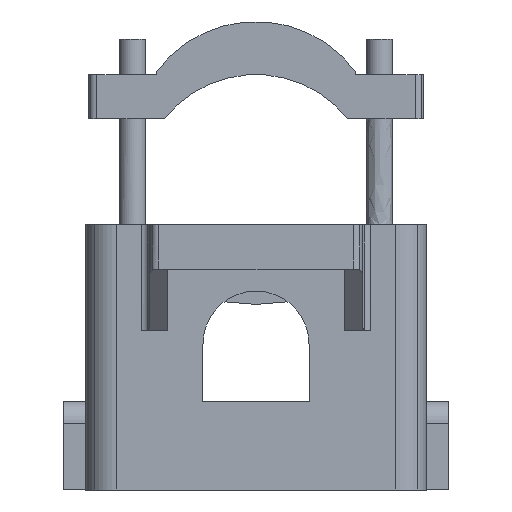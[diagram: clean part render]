
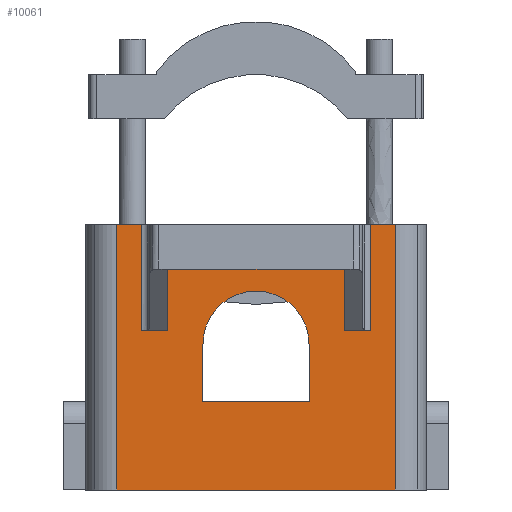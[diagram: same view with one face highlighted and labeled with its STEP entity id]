
A CAD part, left-side view. The second image highlights one B-rep face of the part: STEP entity #10061.
In plain terms, the highlighted free-form (B-spline) face has degree [1, 1] with [2, 2] control points.
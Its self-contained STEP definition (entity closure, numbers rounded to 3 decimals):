
#7592=CARTESIAN_POINT('',(-29.,15.75,0.0));
#7593=VERTEX_POINT('',#7592);
#7601=CARTESIAN_POINT('',(-29.,15.75,30.0));
#7602=VERTEX_POINT('',#7601);
#7603=CARTESIAN_POINT('',(-29.,15.75,0.0));
#7604=DIRECTION('',(0.0,0.0,1.0));
#7605=VECTOR('',#7604,30.0);
#7606=LINE('',#7603,#7605);
#7607=EDGE_CURVE('',#7593,#7602,#7606,.T.);
#9787=CARTESIAN_POINT('',(-29.,-10.0,18.));
#9788=VERTEX_POINT('',#9787);
#9795=CARTESIAN_POINT('',(-29.,-13.,18.));
#9796=VERTEX_POINT('',#9795);
#9797=CARTESIAN_POINT('',(-29.,-10.0,18.));
#9798=DIRECTION('',(0.0,-1.0,0.0));
#9799=VECTOR('',#9798,3.);
#9800=LINE('',#9797,#9799);
#9801=EDGE_CURVE('',#9788,#9796,#9800,.T.);
#9862=CARTESIAN_POINT('',(-29.,13.,18.));
#9863=VERTEX_POINT('',#9862);
#9871=CARTESIAN_POINT('',(-29.,10.0,18.));
#9872=VERTEX_POINT('',#9871);
#9873=CARTESIAN_POINT('',(-29.,10.0,18.));
#9874=DIRECTION('',(0.0,1.0,0.0));
#9875=VECTOR('',#9874,3.);
#9876=LINE('',#9873,#9875);
#9877=EDGE_CURVE('',#9872,#9863,#9876,.T.);
#9920=CARTESIAN_POINT('',(-29.,13.,30.0));
#9921=VERTEX_POINT('',#9920);
#9929=CARTESIAN_POINT('',(-29.,13.,30.0));
#9930=DIRECTION('',(0.0,0.0,-1.0));
#9931=VECTOR('',#9930,12.);
#9932=LINE('',#9929,#9931);
#9933=EDGE_CURVE('',#9921,#9863,#9932,.T.);
#9946=CARTESIAN_POINT('',(-29.,-13.,30.0));
#9947=VERTEX_POINT('',#9946);
#9948=CARTESIAN_POINT('',(-29.,-13.,18.));
#9949=DIRECTION('',(0.0,0.0,1.0));
#9950=VECTOR('',#9949,12.);
#9951=LINE('',#9948,#9950);
#9952=EDGE_CURVE('',#9796,#9947,#9951,.T.);
#9964=CARTESIAN_POINT('',(-29.,15.75,30.0));
#9965=CARTESIAN_POINT('',(-29.,15.75,0.0));
#9966=CARTESIAN_POINT('',(-29.,-15.75,30.0));
#9967=CARTESIAN_POINT('',(-29.,-15.75,0.0));
#9968=B_SPLINE_SURFACE_WITH_KNOTS('',1,1,((#9964,#9966),(#9965,#9967)),.UNSPECIFIED.,.F.,.F.,.U.,(2,2),(2,2),(0.0,30.0),(0.0,31.5),.UNSPECIFIED.);
#9969=ORIENTED_EDGE('',*,*,#9933,.F.);
#9970=CARTESIAN_POINT('',(-29.,15.75,30.0));
#9971=DIRECTION('',(0.0,-1.0,0.0));
#9972=VECTOR('',#9971,2.75);
#9973=LINE('',#9970,#9972);
#9974=EDGE_CURVE('',#7602,#9921,#9973,.T.);
#9975=ORIENTED_EDGE('',*,*,#9974,.F.);
#9976=ORIENTED_EDGE('',*,*,#7607,.F.);
#9977=CARTESIAN_POINT('',(-29.,-15.75,0.0));
#9978=VERTEX_POINT('',#9977);
#9979=CARTESIAN_POINT('',(-29.,-15.75,0.0));
#9980=DIRECTION('',(0.0,1.0,0.0));
#9981=VECTOR('',#9980,31.5);
#9982=LINE('',#9979,#9981);
#9983=EDGE_CURVE('',#9978,#7593,#9982,.T.);
#9984=ORIENTED_EDGE('',*,*,#9983,.F.);
#9985=CARTESIAN_POINT('',(-29.,-15.75,30.0));
#9986=VERTEX_POINT('',#9985);
#9987=CARTESIAN_POINT('',(-29.,-15.75,30.0));
#9988=DIRECTION('',(0.0,0.0,-1.0));
#9989=VECTOR('',#9988,30.0);
#9990=LINE('',#9987,#9989);
#9991=EDGE_CURVE('',#9986,#9978,#9990,.T.);
#9992=ORIENTED_EDGE('',*,*,#9991,.F.);
#9993=CARTESIAN_POINT('',(-29.,-13.,30.0));
#9994=DIRECTION('',(0.0,-1.0,0.0));
#9995=VECTOR('',#9994,2.75);
#9996=LINE('',#9993,#9995);
#9997=EDGE_CURVE('',#9947,#9986,#9996,.T.);
#9998=ORIENTED_EDGE('',*,*,#9997,.F.);
#9999=ORIENTED_EDGE('',*,*,#9952,.F.);
#10000=ORIENTED_EDGE('',*,*,#9801,.F.);
#10001=CARTESIAN_POINT('',(-29.,-10.0,25.0));
#10002=VERTEX_POINT('',#10001);
#10003=CARTESIAN_POINT('',(-29.,-10.0,25.0));
#10004=DIRECTION('',(0.0,0.0,-1.0));
#10005=VECTOR('',#10004,7.);
#10006=LINE('',#10003,#10005);
#10007=EDGE_CURVE('',#10002,#9788,#10006,.T.);
#10008=ORIENTED_EDGE('',*,*,#10007,.F.);
#10009=CARTESIAN_POINT('',(-29.,10.0,25.0));
#10010=VERTEX_POINT('',#10009);
#10011=CARTESIAN_POINT('',(-29.,-10.0,25.0));
#10012=DIRECTION('',(0.0,1.0,0.0));
#10013=VECTOR('',#10012,20.0);
#10014=LINE('',#10011,#10013);
#10015=EDGE_CURVE('',#10002,#10010,#10014,.T.);
#10016=ORIENTED_EDGE('',*,*,#10015,.T.);
#10017=CARTESIAN_POINT('',(-29.,10.0,18.));
#10018=DIRECTION('',(0.0,0.0,1.0));
#10019=VECTOR('',#10018,7.);
#10020=LINE('',#10017,#10019);
#10021=EDGE_CURVE('',#9872,#10010,#10020,.T.);
#10022=ORIENTED_EDGE('',*,*,#10021,.F.);
#10023=ORIENTED_EDGE('',*,*,#9877,.T.);
#10024=EDGE_LOOP('',(#9969,#9975,#9976,#9984,#9992,#9998,#9999,#10000,#10008,#10016,#10022,#10023));
#10025=FACE_OUTER_BOUND('',#10024,.T.);
#10026=CARTESIAN_POINT('',(-29.0,6.,16.5));
#10027=VERTEX_POINT('',#10026);
#10028=CARTESIAN_POINT('',(-29.0,-6.,16.5));
#10029=VERTEX_POINT('',#10028);
#10030=CARTESIAN_POINT('',(-29.,0.0,16.5));
#10031=DIRECTION('',(1.0,0.0,0.0));
#10032=DIRECTION('',(0.0,-1.0,0.0));
#10033=AXIS2_PLACEMENT_3D('',#10030,#10031,#10032);
#10034=CIRCLE('',#10033,6.);
#10035=EDGE_CURVE('',#10027,#10029,#10034,.T.);
#10036=ORIENTED_EDGE('',*,*,#10035,.T.);
#10037=CARTESIAN_POINT('',(-29.0,-6.,10.));
#10038=VERTEX_POINT('',#10037);
#10039=CARTESIAN_POINT('',(-29.0,-6.,16.5));
#10040=DIRECTION('',(0.0,0.0,-1.0));
#10041=VECTOR('',#10040,6.5);
#10042=LINE('',#10039,#10041);
#10043=EDGE_CURVE('',#10029,#10038,#10042,.T.);
#10044=ORIENTED_EDGE('',*,*,#10043,.T.);
#10045=CARTESIAN_POINT('',(-29.0,6.,10.));
#10046=VERTEX_POINT('',#10045);
#10047=CARTESIAN_POINT('',(-29.0,-6.,10.));
#10048=DIRECTION('',(0.0,1.0,0.0));
#10049=VECTOR('',#10048,12.);
#10050=LINE('',#10047,#10049);
#10051=EDGE_CURVE('',#10038,#10046,#10050,.T.);
#10052=ORIENTED_EDGE('',*,*,#10051,.T.);
#10053=CARTESIAN_POINT('',(-29.0,6.,10.));
#10054=DIRECTION('',(0.0,0.0,1.0));
#10055=VECTOR('',#10054,6.5);
#10056=LINE('',#10053,#10055);
#10057=EDGE_CURVE('',#10046,#10027,#10056,.T.);
#10058=ORIENTED_EDGE('',*,*,#10057,.T.);
#10059=EDGE_LOOP('',(#10036,#10044,#10052,#10058));
#10060=FACE_BOUND('',#10059,.T.);
#10061=ADVANCED_FACE('',(#10025,#10060),#9968,.T.);
